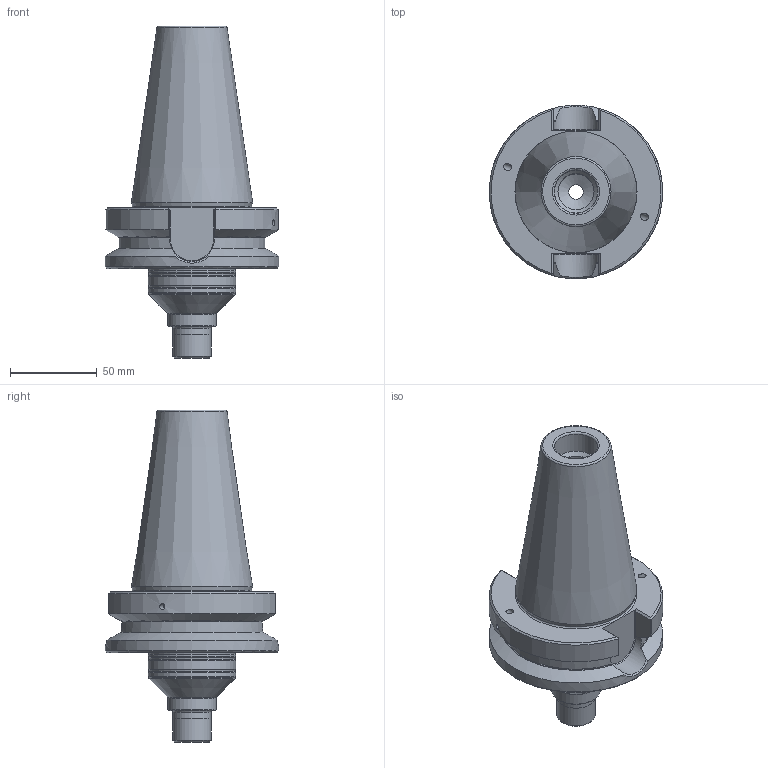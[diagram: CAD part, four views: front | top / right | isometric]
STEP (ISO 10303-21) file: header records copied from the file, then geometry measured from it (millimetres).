
FILE_DESCRIPTION(/* description */ (''),/* implementation_level */ '2;1');
FILE_NAME(/* name */ '415011653.stp',/* time_stamp */ '2021-01-08T12:37:52',/* author */ ('LRA'),/* organization */ ('REGO-FIX'),/* preprocessor_version */ ' Unknown',/* originating_system */ 'SIEMENS PLM Software Solid Edge ST10',/* authorization */ 'Unknown');
FILE_SCHEMA (('AUTOMOTIVE_DESIGN { 1 0 10303 214 2 1 1}'));
Length unit declared in the file: millimetre
Products named in the file (1): NOCUT
Bounding box: 100 x 99.99 x 191.3 mm (x, y, z)
Volume: 497512.6 mm3; surface area: 60560.8 mm2
Topology: 1 solids, 1 shells, 105 faces, 261 edges, 161 vertices
Faces by surface type: cylinder 32, plane 29, cone 26, torus 16, bspline 2
Full cylindrical faces by diameter (mm): 3.242 x6, 3.9 x2, 8.376 x1, 10.5 x1, 20.751 x1, 20.752 x1, 22 x2, 25 x1, 28 x1, 50 x1, 50.5 x4, 100 x1
Entity records: 3687 total; most frequent: CARTESIAN_POINT 780, DIRECTION 440, ORIENTED_EDGE 376, AXIS2_PLACEMENT_3D 193, EDGE_CURVE 188, FACE_BOUND 174, EDGE_LOOP 172, VERTEX_POINT 144
